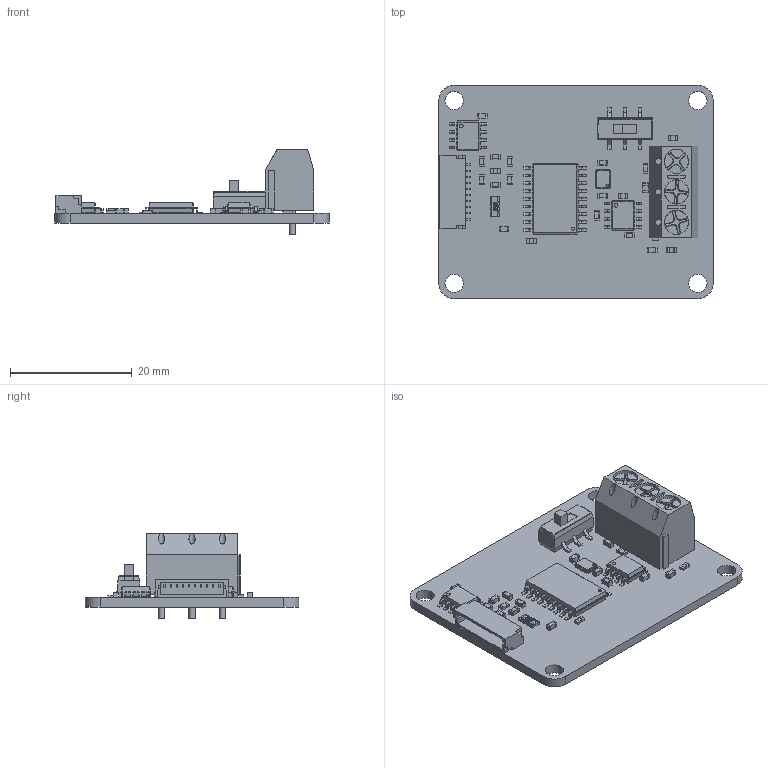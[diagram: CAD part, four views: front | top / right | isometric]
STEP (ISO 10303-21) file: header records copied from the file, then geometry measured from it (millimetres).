
FILE_DESCRIPTION(('FreeCAD Model'),'2;1');
FILE_NAME('can.step', '2017-08-01T15:08:10',('kicad StepUp'),('ksu MCAD'), 'Open CASCADE STEP processor 6.8','FreeCAD','Unknown');
FILE_SCHEMA(('AUTOMOTIVE_DESIGN_CC2 { 1 2 10303 214 -1 1 5 4 }'));
Length unit declared in the file: millimetre
Products named in the file (29): Pcb; SM10B-SRSS_; R_4x0603_; soic_8_39x49_p127_; soic_8_39x49_p127_001; 3225_; silde_switch_smd_; C_0603_; C_0603_001; C_0603_002; C_0603_003; C_0603_004; C_0603_005; C_0603_006; C_0603_007; C_0603_008; C_0603_009; C_0603_010; C_0603_011; 3er_Buchse_; R_0603_; R_0603_001; R_0603_002; R_0603_003; R_0603_004; R_0603_005; soic_18_75x116_p127_; C_0603_012; C_0603_013
Bounding box: 45 x 35 x 14 mm (x, y, z)
Volume: 3703.2 mm3; surface area: 6011.7 mm2
Topology: 37 solids, 37 shells, 2244 faces, 5965 edges, 3867 vertices
Faces by surface type: plane 1431, cylinder 531, bspline 264, torus 12, sphere 6
Full cylindrical faces by diameter (mm): 0.5 x1, 0.6 x2, 1 x6, 1.2 x4, 1.3 x3, 2.4 x6, 3 x7, 3.9 x3, 4 x3
Entity records: 86122 total; most frequent: CARTESIAN_POINT 15217, ORIENTED_EDGE 11906, DIRECTION 10551, EDGE_CURVE 5953, LINE 4429, VECTOR 4429, VERTEX_POINT 3867, AXIS2_PLACEMENT_3D 3061
